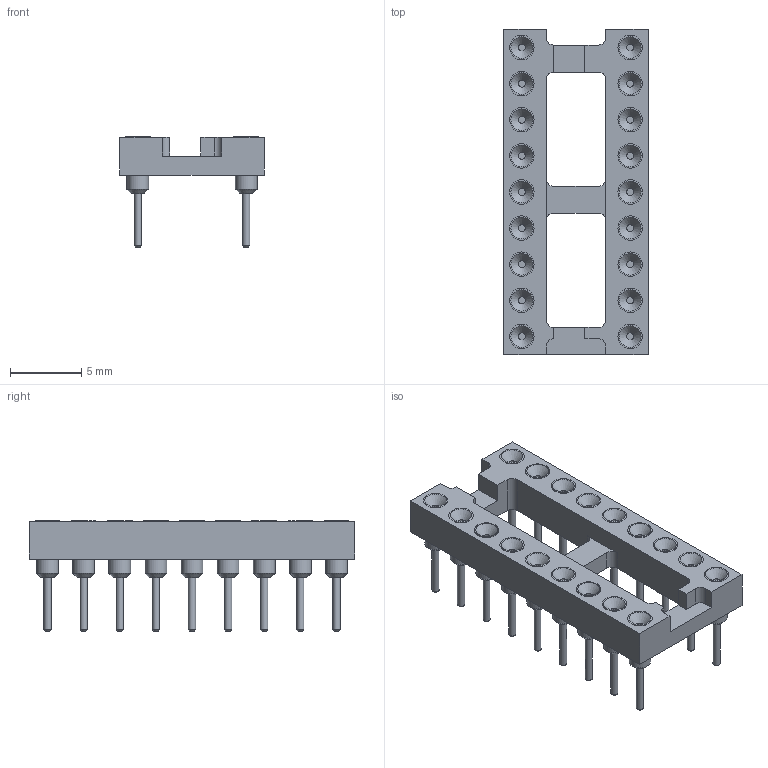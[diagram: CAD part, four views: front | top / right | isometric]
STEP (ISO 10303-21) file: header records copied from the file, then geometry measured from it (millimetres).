
FILE_DESCRIPTION(/* description */ ('model of DIP-18_W7.62mm_Socket'),/* implementation_level */ '2;1');
FILE_NAME(/* name */ 'DIP-18_W7.62mm_Socket.step',/* time_stamp */ '2017-11-03T14:44:37',/* author */ ('Terje Io','https://github.com/terjeio'),/* organization */ ('FreeCAD'),/* preprocessor_version */ 'OCC',/* originating_system */ 'kicad StepUp',/* authorisation */ '');
FILE_SCHEMA(('AUTOMOTIVE_DESIGN_CC2 { 1 2 10303 214 -1 1 5 4 }'));
Length unit declared in the file: millimetre
Products named in the file (1): DIP_18_W762mm_Socket
Bounding box: 10.16 x 22.86 x 7.79 mm (x, y, z)
Volume: 443.6 mm3; surface area: 902.6 mm2
Topology: 1 solids, 1 shells, 255 faces, 456 edges, 291 vertices
Faces by surface type: plane 117, cylinder 84, cone 54
Full cylindrical faces by diameter (mm): 0.508 x36, 1.524 x18, 1.724 x18
Entity records: 4583 total; most frequent: ORIENTED_EDGE 783, CARTESIAN_POINT 637, EDGE_CURVE 456, AXIS2_PLACEMENT_3D 434, FACE_BOUND 347, EDGE_LOOP 347, VERTEX_POINT 291, ADVANCED_FACE 255
